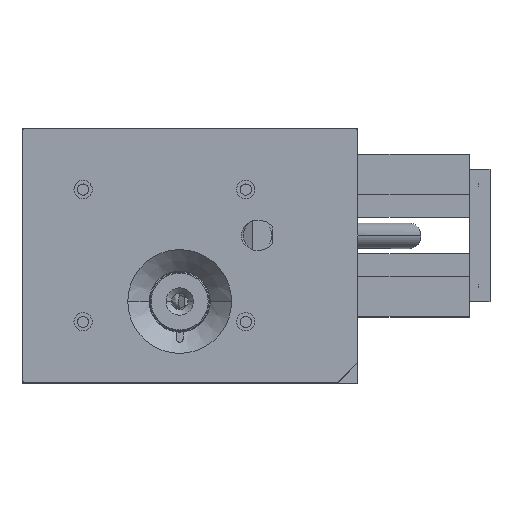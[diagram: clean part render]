
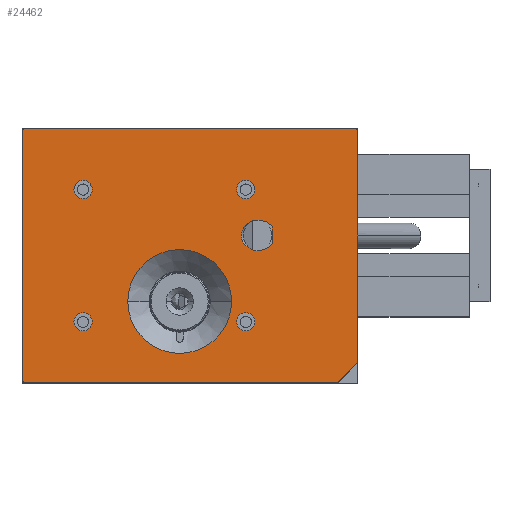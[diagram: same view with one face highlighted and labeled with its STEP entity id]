
A CAD part, top view. The second image highlights one B-rep face of the part: STEP entity #24462.
In plain terms, the highlighted planar face has unit normal (0, 0, 1).
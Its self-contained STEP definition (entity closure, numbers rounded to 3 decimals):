
#22841=DIRECTION('',(0.,1.,0.));
#22842=VECTOR('',#22841,228.);
#22843=CARTESIAN_POINT('',(190.,-105.,90.3));
#22844=LINE('',#22843,#22842);
#22857=DIRECTION('',(0.,1.,0.));
#22858=VECTOR('',#22857,8.292);
#22859=CARTESIAN_POINT('',(105.792,11.708,90.3));
#22860=LINE('',#22859,#22858);
#22861=DIRECTION('',(0.,1.,0.));
#22862=VECTOR('',#22861,8.292);
#22863=CARTESIAN_POINT('',(105.792,20.,90.3));
#22864=LINE('',#22863,#22862);
#22865=CARTESIAN_POINT('',(15.,-45.,90.3));
#22866=DIRECTION('',(0.,0.,-1.));
#22867=DIRECTION('',(1.,0.,0.));
#22868=AXIS2_PLACEMENT_3D('',#22865,#22866,#22867);
#22870=CARTESIAN_POINT('',(15.,-45.,90.3));
#22871=DIRECTION('',(0.,0.,-1.));
#22872=DIRECTION('',(-1.,0.,0.));
#22873=AXIS2_PLACEMENT_3D('',#22870,#22871,#22872);
#22875=DIRECTION('',(0.707,0.707,0.));
#22876=VECTOR('',#22875,28.284);
#22877=CARTESIAN_POINT('',(170.,-125.,90.3));
#22878=LINE('',#22877,#22876);
#22879=DIRECTION('',(-1.,0.,0.));
#22880=VECTOR('',#22879,308.);
#22881=CARTESIAN_POINT('',(170.,-125.,90.3));
#22882=LINE('',#22881,#22880);
#22883=DIRECTION('',(0.707,-0.707,0.));
#22884=VECTOR('',#22883,2.828);
#22885=CARTESIAN_POINT('',(-140.,-123.,90.3));
#22886=LINE('',#22885,#22884);
#22887=DIRECTION('',(0.,-1.,0.));
#22888=VECTOR('',#22887,246.);
#22889=CARTESIAN_POINT('',(-140.,123.,90.3));
#22890=LINE('',#22889,#22888);
#22891=DIRECTION('',(-0.707,-0.707,0.));
#22892=VECTOR('',#22891,2.828);
#22893=CARTESIAN_POINT('',(-138.,125.,90.3));
#22894=LINE('',#22893,#22892);
#22895=DIRECTION('',(-1.,0.,0.));
#22896=VECTOR('',#22895,326.);
#22897=CARTESIAN_POINT('',(188.,125.,90.3));
#22898=LINE('',#22897,#22896);
#22899=DIRECTION('',(-0.707,0.707,0.));
#22900=VECTOR('',#22899,2.828);
#22901=CARTESIAN_POINT('',(190.,123.,90.3));
#22902=LINE('',#22901,#22900);
#22903=CARTESIAN_POINT('',(-80.,65.,90.3));
#22904=DIRECTION('',(0.,0.,1.));
#22905=DIRECTION('',(1.,0.,0.));
#22906=AXIS2_PLACEMENT_3D('',#22903,#22904,#22905);
#22908=CARTESIAN_POINT('',(-80.,65.,90.3));
#22909=DIRECTION('',(0.,0.,1.));
#22910=DIRECTION('',(-1.,0.,0.));
#22911=AXIS2_PLACEMENT_3D('',#22908,#22909,#22910);
#22913=CARTESIAN_POINT('',(80.,65.,90.3));
#22914=DIRECTION('',(0.,0.,1.));
#22915=DIRECTION('',(1.,0.,0.));
#22916=AXIS2_PLACEMENT_3D('',#22913,#22914,#22915);
#22918=CARTESIAN_POINT('',(80.,65.,90.3));
#22919=DIRECTION('',(0.,0.,1.));
#22920=DIRECTION('',(-1.,0.,0.));
#22921=AXIS2_PLACEMENT_3D('',#22918,#22919,#22920);
#22923=CARTESIAN_POINT('',(80.,-65.,90.3));
#22924=DIRECTION('',(0.,0.,1.));
#22925=DIRECTION('',(1.,0.,0.));
#22926=AXIS2_PLACEMENT_3D('',#22923,#22924,#22925);
#22928=CARTESIAN_POINT('',(80.,-65.,90.3));
#22929=DIRECTION('',(0.,0.,1.));
#22930=DIRECTION('',(-1.,0.,0.));
#22931=AXIS2_PLACEMENT_3D('',#22928,#22929,#22930);
#22933=CARTESIAN_POINT('',(-80.,-65.,90.3));
#22934=DIRECTION('',(0.,0.,1.));
#22935=DIRECTION('',(1.,0.,0.));
#22936=AXIS2_PLACEMENT_3D('',#22933,#22934,#22935);
#22938=CARTESIAN_POINT('',(-80.,-65.,90.3));
#22939=DIRECTION('',(0.,0.,1.));
#22940=DIRECTION('',(-1.,0.,0.));
#22941=AXIS2_PLACEMENT_3D('',#22938,#22939,#22940);
#22943=CARTESIAN_POINT('',(105.792,11.708,90.3));
#22944=CARTESIAN_POINT('',(105.062,10.711,90.3));
#22945=CARTESIAN_POINT('',(103.206,8.689,90.3));
#22946=CARTESIAN_POINT('',(98.955,6.091,90.3));
#22947=CARTESIAN_POINT('',(93.331,4.715,90.3));
#22948=CARTESIAN_POINT('',(87.108,5.297,90.3));
#22949=CARTESIAN_POINT('',(81.569,7.929,90.3));
#22950=CARTESIAN_POINT('',(77.721,11.895,90.3));
#22951=CARTESIAN_POINT('',(76.089,15.467,90.3));
#22952=CARTESIAN_POINT('',(75.528,18.158,90.3));
#22953=CARTESIAN_POINT('',(75.41,20.,90.3));
#22954=CARTESIAN_POINT('',(75.528,21.842,90.3));
#22955=CARTESIAN_POINT('',(76.089,24.533,90.3));
#22956=CARTESIAN_POINT('',(77.721,28.105,90.3));
#22957=CARTESIAN_POINT('',(81.569,32.071,90.3));
#22958=CARTESIAN_POINT('',(87.108,34.703,90.3));
#22959=CARTESIAN_POINT('',(93.331,35.285,90.3));
#22960=CARTESIAN_POINT('',(98.955,33.909,90.3));
#22961=CARTESIAN_POINT('',(103.206,31.311,90.3));
#22962=CARTESIAN_POINT('',(105.062,29.289,90.3));
#22963=CARTESIAN_POINT('',(105.792,28.292,90.3));
#23961=CARTESIAN_POINT('',(-138.,125.,90.3));
#23962=CARTESIAN_POINT('',(-140.,123.,90.3));
#23963=VERTEX_POINT('',#23961);
#23964=VERTEX_POINT('',#23962);
#23965=CARTESIAN_POINT('',(-140.,-123.,90.3));
#23966=VERTEX_POINT('',#23965);
#23967=CARTESIAN_POINT('',(-138.,-125.,90.3));
#23968=VERTEX_POINT('',#23967);
#23969=CARTESIAN_POINT('',(190.,123.,90.3));
#23970=CARTESIAN_POINT('',(188.,125.,90.3));
#23971=VERTEX_POINT('',#23969);
#23972=VERTEX_POINT('',#23970);
#23985=CARTESIAN_POINT('',(66.,-45.,90.3));
#23986=CARTESIAN_POINT('',(-36.,-45.,90.3));
#23987=VERTEX_POINT('',#23985);
#23988=VERTEX_POINT('',#23986);
#23997=CARTESIAN_POINT('',(170.,-125.,90.3));
#23998=VERTEX_POINT('',#23997);
#23999=CARTESIAN_POINT('',(190.,-105.,90.3));
#24000=VERTEX_POINT('',#23999);
#24215=CARTESIAN_POINT('',(-71.,65.,90.3));
#24216=CARTESIAN_POINT('',(-89.,65.,90.3));
#24217=VERTEX_POINT('',#24215);
#24218=VERTEX_POINT('',#24216);
#24219=CARTESIAN_POINT('',(89.,65.,90.3));
#24220=CARTESIAN_POINT('',(71.,65.,90.3));
#24221=VERTEX_POINT('',#24219);
#24222=VERTEX_POINT('',#24220);
#24223=CARTESIAN_POINT('',(89.,-65.,90.3));
#24224=CARTESIAN_POINT('',(71.,-65.,90.3));
#24225=VERTEX_POINT('',#24223);
#24226=VERTEX_POINT('',#24224);
#24227=CARTESIAN_POINT('',(-71.,-65.,90.3));
#24228=CARTESIAN_POINT('',(-89.,-65.,90.3));
#24229=VERTEX_POINT('',#24227);
#24230=VERTEX_POINT('',#24228);
#24247=CARTESIAN_POINT('',(105.792,11.708,90.3));
#24248=CARTESIAN_POINT('',(105.792,20.,90.3));
#24249=VERTEX_POINT('',#24247);
#24250=VERTEX_POINT('',#24248);
#24251=CARTESIAN_POINT('',(105.792,28.292,90.3));
#24252=VERTEX_POINT('',#24251);
#24403=CARTESIAN_POINT('',(0.,0.,90.3));
#24404=DIRECTION('',(0.,0.,1.));
#24405=DIRECTION('',(1.,0.,0.));
#24406=AXIS2_PLACEMENT_3D('',#24403,#24404,#24405);
#24407=PLANE('',#24406);
#24408=ORIENTED_EDGE('',*,*,#24351,.F.);
#24410=ORIENTED_EDGE('',*,*,#24409,.T.);
#24412=ORIENTED_EDGE('',*,*,#24411,.F.);
#24414=ORIENTED_EDGE('',*,*,#24413,.F.);
#24416=ORIENTED_EDGE('',*,*,#24415,.F.);
#24418=ORIENTED_EDGE('',*,*,#24417,.F.);
#24420=ORIENTED_EDGE('',*,*,#24419,.F.);
#24421=ORIENTED_EDGE('',*,*,#24382,.F.);
#24422=EDGE_LOOP('',(#24408,#24410,#24412,#24414,#24416,#24418,#24420,#24421));
#24423=FACE_OUTER_BOUND('',#24422,.F.);
#24425=ORIENTED_EDGE('',*,*,#24424,.F.);
#24427=ORIENTED_EDGE('',*,*,#24426,.F.);
#24428=EDGE_LOOP('',(#24425,#24427));
#24429=FACE_BOUND('',#24428,.F.);
#24431=ORIENTED_EDGE('',*,*,#24430,.F.);
#24433=ORIENTED_EDGE('',*,*,#24432,.T.);
#24435=ORIENTED_EDGE('',*,*,#24434,.T.);
#24436=EDGE_LOOP('',(#24431,#24433,#24435));
#24437=FACE_BOUND('',#24436,.F.);
#24439=ORIENTED_EDGE('',*,*,#24438,.T.);
#24441=ORIENTED_EDGE('',*,*,#24440,.T.);
#24442=EDGE_LOOP('',(#24439,#24441));
#24443=FACE_BOUND('',#24442,.F.);
#24445=ORIENTED_EDGE('',*,*,#24444,.T.);
#24447=ORIENTED_EDGE('',*,*,#24446,.T.);
#24448=EDGE_LOOP('',(#24445,#24447));
#24449=FACE_BOUND('',#24448,.F.);
#24451=ORIENTED_EDGE('',*,*,#24450,.T.);
#24453=ORIENTED_EDGE('',*,*,#24452,.T.);
#24454=EDGE_LOOP('',(#24451,#24453));
#24455=FACE_BOUND('',#24454,.F.);
#24457=ORIENTED_EDGE('',*,*,#24456,.T.);
#24459=ORIENTED_EDGE('',*,*,#24458,.T.);
#24460=EDGE_LOOP('',(#24457,#24459));
#24461=FACE_BOUND('',#24460,.F.);
#24462=ADVANCED_FACE('',(#24423,#24429,#24437,#24443,#24449,#24455,#24461),
#24407,.T.);
#22869=CIRCLE('',#22868,51.);
#22874=CIRCLE('',#22873,51.);
#22907=CIRCLE('',#22906,9.);
#22912=CIRCLE('',#22911,9.);
#22917=CIRCLE('',#22916,9.);
#22922=CIRCLE('',#22921,9.);
#22927=CIRCLE('',#22926,9.);
#22932=CIRCLE('',#22931,9.);
#22937=CIRCLE('',#22936,9.);
#22942=CIRCLE('',#22941,9.);
#22964=B_SPLINE_CURVE_WITH_KNOTS('',3,(#22943,#22944,#22945,#22946,#22947,
#22948,#22949,#22950,#22951,#22952,#22953,#22954,#22955,#22956,#22957,#22958,
#22959,#22960,#22961,#22962,#22963),.UNSPECIFIED.,.F.,.F.,(4,1,1,1,1,1,1,1,1,1,
1,1,1,1,1,1,1,1,4),(0.,0.063,0.125,0.188,0.25,0.313,0.375,
0.438,0.469,0.5,0.531,0.563,0.625,0.688,0.75,0.813,
0.875,0.938,1.),.UNSPECIFIED.);
#24351=EDGE_CURVE('',#23998,#24000,#22878,.T.);
#24382=EDGE_CURVE('',#24000,#23971,#22844,.T.);
#24409=EDGE_CURVE('',#23998,#23968,#22882,.T.);
#24411=EDGE_CURVE('',#23966,#23968,#22886,.T.);
#24413=EDGE_CURVE('',#23964,#23966,#22890,.T.);
#24415=EDGE_CURVE('',#23963,#23964,#22894,.T.);
#24417=EDGE_CURVE('',#23972,#23963,#22898,.T.);
#24419=EDGE_CURVE('',#23971,#23972,#22902,.T.);
#24424=EDGE_CURVE('',#23987,#23988,#22869,.T.);
#24426=EDGE_CURVE('',#23988,#23987,#22874,.T.);
#24430=EDGE_CURVE('',#24249,#24252,#22964,.T.);
#24432=EDGE_CURVE('',#24249,#24250,#22860,.T.);
#24434=EDGE_CURVE('',#24250,#24252,#22864,.T.);
#24438=EDGE_CURVE('',#24217,#24218,#22907,.T.);
#24440=EDGE_CURVE('',#24218,#24217,#22912,.T.);
#24444=EDGE_CURVE('',#24221,#24222,#22917,.T.);
#24446=EDGE_CURVE('',#24222,#24221,#22922,.T.);
#24450=EDGE_CURVE('',#24225,#24226,#22927,.T.);
#24452=EDGE_CURVE('',#24226,#24225,#22932,.T.);
#24456=EDGE_CURVE('',#24229,#24230,#22937,.T.);
#24458=EDGE_CURVE('',#24230,#24229,#22942,.T.);
